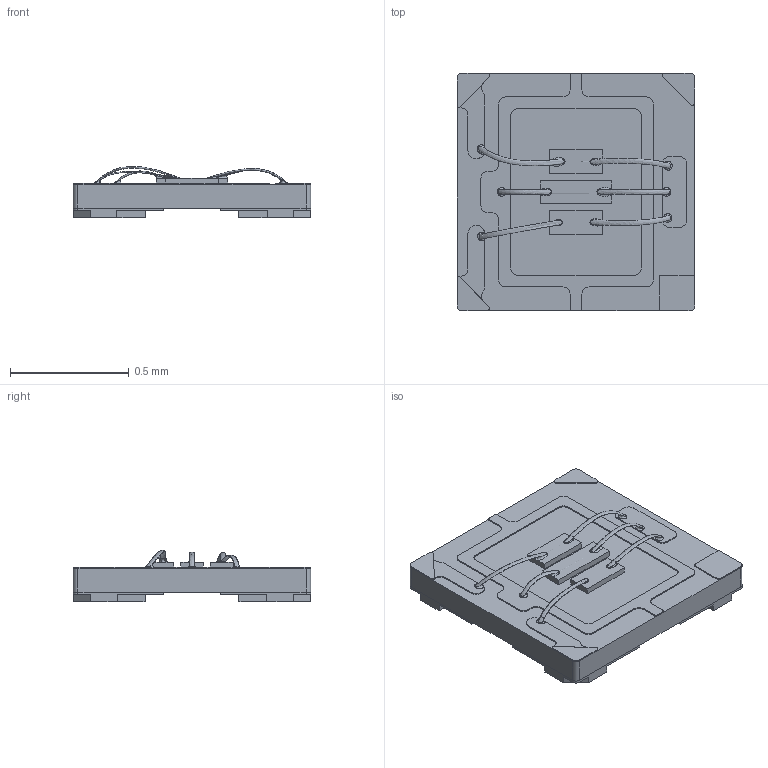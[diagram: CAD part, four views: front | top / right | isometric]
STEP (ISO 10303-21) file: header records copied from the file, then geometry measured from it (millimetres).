
FILE_DESCRIPTION(/* description */ (''),/* implementation_level */ '2;1');
FILE_NAME(/* name */ 'Lumex - LED 0404_1010 0.3MM BODY.step',/* time_stamp */ '2020-07-12T18:53:58+01:00',/* author */ (''),/* organization */ (''),/* preprocessor_version */ 'ST-DEVELOPER v18.1',/* originating_system */ 'Autodesk Translation Framework v9.3.0.1241',/* authorisation */ '');
FILE_SCHEMA (('AUTOMOTIVE_DESIGN { 1 0 10303 214 3 1 1 }'));
Length unit declared in the file: millimetre
Products named in the file (1): Lumex - LED 0404_1010 0.3MM
Bounding box: 1 x 1 x 0.22 mm (x, y, z)
Volume: 0.1 mm3; surface area: 2.8 mm2
Topology: 1 solids, 1 shells, 203 faces, 570 edges, 364 vertices
Faces by surface type: plane 132, cylinder 53, bspline 18
Entity records: 8312 total; most frequent: CARTESIAN_POINT 2885, ORIENTED_EDGE 1130, DIRECTION 994, EDGE_CURVE 565, LINE 400, VECTOR 400, VERTEX_POINT 362, AXIS2_PLACEMENT_3D 297
